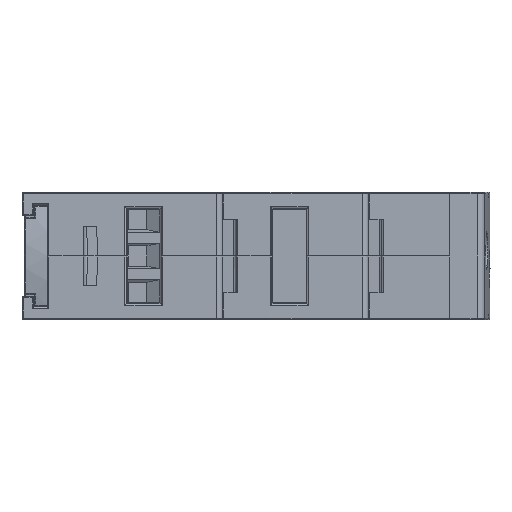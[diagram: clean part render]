
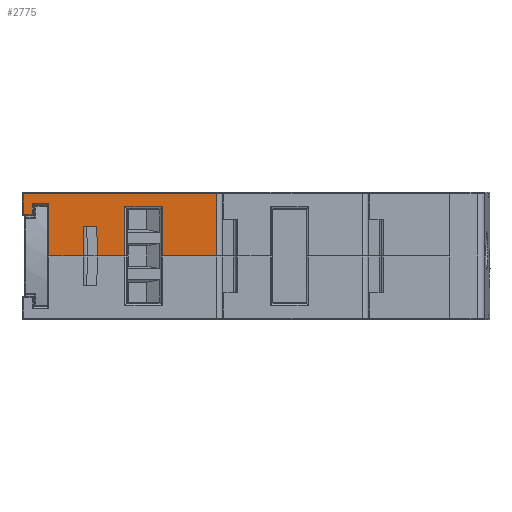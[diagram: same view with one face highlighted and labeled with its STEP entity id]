
A CAD part, front view. The second image highlights one B-rep face of the part: STEP entity #2775.
In plain terms, the highlighted planar face has unit normal (0, -1, 0).
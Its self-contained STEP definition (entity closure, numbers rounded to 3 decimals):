
#569 = EDGE_CURVE ( 'NONE', #18053, #14378, #34108, .T. ) ;
#584 = LINE ( 'NONE', #6824, #41700 ) ;
#792 = CARTESIAN_POINT ( 'NONE',  ( 6.817, -45., 0. ) ) ;
#840 = LINE ( 'NONE', #40118, #35853 ) ;
#1625 = CARTESIAN_POINT ( 'NONE',  ( -2.1, -45., 8.75 ) ) ;
#1829 = CARTESIAN_POINT ( 'NONE',  ( 24., -45., 0. ) ) ;
#1884 = PLANE ( 'NONE',  #12615 ) ;
#2083 = DIRECTION ( 'NONE',  ( -1., 0., 0. ) ) ;
#2324 = CARTESIAN_POINT ( 'NONE',  ( 23.2, -45., 8.75 ) ) ;
#2501 = ORIENTED_EDGE ( 'NONE', *, *, #13428, .T. ) ;
#2553 = VERTEX_POINT ( 'NONE', #18424 ) ;
#2557 = ORIENTED_EDGE ( 'NONE', *, *, #19783, .T. ) ;
#2636 = EDGE_CURVE ( 'NONE', #33437, #23019, #2755, .T. ) ;
#2755 = LINE ( 'NONE', #15836, #31841 ) ;
#2775 = ADVANCED_FACE ( 'NONE', ( #31507 ), #1884, .F. ) ;
#3176 = EDGE_CURVE ( 'NONE', #8889, #2553, #18323, .T. ) ;
#3739 = CARTESIAN_POINT ( 'NONE',  ( 24., -45., 5.7 ) ) ;
#5343 = LINE ( 'NONE', #25291, #9084 ) ;
#5454 = CARTESIAN_POINT ( 'NONE',  ( 23.2, -45., 0. ) ) ;
#6188 = CARTESIAN_POINT ( 'NONE',  ( 0.2, -45., 7.2 ) ) ;
#6400 = CARTESIAN_POINT ( 'NONE',  ( 6.742, -45., 8.599 ) ) ;
#6765 = CARTESIAN_POINT ( 'NONE',  ( 24., -45., 6.733 ) ) ;
#6824 = CARTESIAN_POINT ( 'NONE',  ( 24., -45., 4. ) ) ;
#6839 = CARTESIAN_POINT ( 'NONE',  ( 0.2, -45., 0. ) ) ;
#7210 = DIRECTION ( 'NONE',  ( 0., 0., -1. ) ) ;
#7438 = VERTEX_POINT ( 'NONE', #27919 ) ;
#7545 = DIRECTION ( 'NONE',  ( 0., 0., -1. ) ) ;
#7832 = EDGE_CURVE ( 'NONE', #36701, #40509, #584, .T. ) ;
#8698 = EDGE_CURVE ( 'NONE', #26853, #8782, #840, .T. ) ;
#8753 = DIRECTION ( 'NONE',  ( 0., 1., 0. ) ) ;
#8782 = VERTEX_POINT ( 'NONE', #6188 ) ;
#8889 = VERTEX_POINT ( 'NONE', #792 ) ;
#8927 = ORIENTED_EDGE ( 'NONE', *, *, #3176, .T. ) ;
#9084 = VECTOR ( 'NONE', #25076, 1000. ) ;
#9177 = LINE ( 'NONE', #32140, #12975 ) ;
#9940 = ORIENTED_EDGE ( 'NONE', *, *, #16534, .T. ) ;
#10705 = CARTESIAN_POINT ( 'NONE',  ( 24., -45., 0. ) ) ;
#10734 = EDGE_CURVE ( 'NONE', #40509, #39627, #22841, .T. ) ;
#10840 = CARTESIAN_POINT ( 'NONE',  ( 0.2, -45., 8.75 ) ) ;
#11068 = DIRECTION ( 'NONE',  ( 0., 0., 1. ) ) ;
#11126 = DIRECTION ( 'NONE',  ( 1., 0., 0. ) ) ;
#11840 = CARTESIAN_POINT ( 'NONE',  ( 10.617, -45., 8.75 ) ) ;
#12150 = DIRECTION ( 'NONE',  ( 1., 0., 0. ) ) ;
#12224 = CARTESIAN_POINT ( 'NONE',  ( 15.783, -45., 6.733 ) ) ;
#12394 = ORIENTED_EDGE ( 'NONE', *, *, #10734, .F. ) ;
#12615 = AXIS2_PLACEMENT_3D ( 'NONE', #24622, #8753, #2083 ) ;
#12617 = ORIENTED_EDGE ( 'NONE', *, *, #26685, .T. ) ;
#12975 = VECTOR ( 'NONE', #29116, 1000. ) ;
#13231 = CARTESIAN_POINT ( 'NONE',  ( 15.783, -45., 0. ) ) ;
#13379 = DIRECTION ( 'NONE',  ( 1., 0., 0. ) ) ;
#13402 = LINE ( 'NONE', #10840, #32621 ) ;
#13428 = EDGE_CURVE ( 'NONE', #8782, #23014, #13402, .T. ) ;
#14378 = VERTEX_POINT ( 'NONE', #38924 ) ;
#14654 = CARTESIAN_POINT ( 'NONE',  ( -2.1, -45., 5.7 ) ) ;
#14897 = DIRECTION ( 'NONE',  ( 1., 0., 0. ) ) ;
#15297 = VERTEX_POINT ( 'NONE', #24673 ) ;
#15704 = EDGE_CURVE ( 'NONE', #30581, #20246, #20025, .T. ) ;
#15826 = ORIENTED_EDGE ( 'NONE', *, *, #15704, .T. ) ;
#15836 = CARTESIAN_POINT ( 'NONE',  ( 15.783, -45., 8.75 ) ) ;
#16398 = LINE ( 'NONE', #6765, #31458 ) ;
#16534 = EDGE_CURVE ( 'NONE', #14378, #15297, #9177, .T. ) ;
#17160 = ORIENTED_EDGE ( 'NONE', *, *, #2636, .T. ) ;
#18053 = VERTEX_POINT ( 'NONE', #5454 ) ;
#18323 = LINE ( 'NONE', #1829, #33940 ) ;
#18401 = ORIENTED_EDGE ( 'NONE', *, *, #569, .T. ) ;
#18424 = CARTESIAN_POINT ( 'NONE',  ( 10.617, -45., 0. ) ) ;
#18691 = ORIENTED_EDGE ( 'NONE', *, *, #8698, .T. ) ;
#18824 = DIRECTION ( 'NONE',  ( 0., 0., 1. ) ) ;
#19021 = LINE ( 'NONE', #6400, #40695 ) ;
#19077 = EDGE_CURVE ( 'NONE', #7438, #33437, #16398, .T. ) ;
#19235 = DIRECTION ( 'NONE',  ( -0.009, 0., 1. ) ) ;
#19631 = CARTESIAN_POINT ( 'NONE',  ( 4.961, -45., 8.916 ) ) ;
#19783 = EDGE_CURVE ( 'NONE', #20246, #26853, #31253, .T. ) ;
#19880 = DIRECTION ( 'NONE',  ( -1., 0., 0. ) ) ;
#20025 = LINE ( 'NONE', #3739, #33435 ) ;
#20223 = EDGE_CURVE ( 'NONE', #2553, #7438, #40621, .T. ) ;
#20246 = VERTEX_POINT ( 'NONE', #14654 ) ;
#21036 = ORIENTED_EDGE ( 'NONE', *, *, #19077, .T. ) ;
#22841 = LINE ( 'NONE', #19631, #25580 ) ;
#23014 = VERTEX_POINT ( 'NONE', #6839 ) ;
#23019 = VERTEX_POINT ( 'NONE', #13231 ) ;
#23173 = ORIENTED_EDGE ( 'NONE', *, *, #20223, .T. ) ;
#24416 = EDGE_LOOP ( 'NONE', ( #37947, #18401, #9940, #12617, #15826, #2557, #18691, #2501, #25298, #12394, #33398, #26207, #8927, #23173, #21036, #17160 ) ) ;
#24622 = CARTESIAN_POINT ( 'NONE',  ( 24., -45., 8.75 ) ) ;
#24673 = CARTESIAN_POINT ( 'NONE',  ( -3.3, -45., 8.55 ) ) ;
#24951 = DIRECTION ( 'NONE',  ( 0., 0., 1. ) ) ;
#25076 = DIRECTION ( 'NONE',  ( 1., 0., 0. ) ) ;
#25291 = CARTESIAN_POINT ( 'NONE',  ( 24., -45., 0. ) ) ;
#25298 = ORIENTED_EDGE ( 'NONE', *, *, #29918, .T. ) ;
#25580 = VECTOR ( 'NONE', #26311, 1000. ) ;
#26207 = ORIENTED_EDGE ( 'NONE', *, *, #33684, .F. ) ;
#26311 = DIRECTION ( 'NONE',  ( -0.009, 0., -1. ) ) ;
#26593 = DIRECTION ( 'NONE',  ( 1., 0., 0. ) ) ;
#26685 = EDGE_CURVE ( 'NONE', #15297, #30581, #33303, .T. ) ;
#26853 = VERTEX_POINT ( 'NONE', #35162 ) ;
#27438 = VECTOR ( 'NONE', #24951, 1000. ) ;
#27919 = CARTESIAN_POINT ( 'NONE',  ( 10.617, -45., 6.733 ) ) ;
#29116 = DIRECTION ( 'NONE',  ( -1., 0., 0. ) ) ;
#29918 = EDGE_CURVE ( 'NONE', #23014, #39627, #5343, .T. ) ;
#30581 = VERTEX_POINT ( 'NONE', #38904 ) ;
#30727 = CARTESIAN_POINT ( 'NONE',  ( -3.3, -45., 8.75 ) ) ;
#31253 = LINE ( 'NONE', #1625, #39004 ) ;
#31458 = VECTOR ( 'NONE', #13379, 1000. ) ;
#31507 = FACE_OUTER_BOUND ( 'NONE', #24416, .T. ) ;
#31841 = VECTOR ( 'NONE', #42016, 1000. ) ;
#32017 = VECTOR ( 'NONE', #18824, 1000. ) ;
#32140 = CARTESIAN_POINT ( 'NONE',  ( 24., -45., 8.55 ) ) ;
#32621 = VECTOR ( 'NONE', #7210, 1000. ) ;
#33273 = VECTOR ( 'NONE', #7545, 1000. ) ;
#33303 = LINE ( 'NONE', #30727, #33273 ) ;
#33398 = ORIENTED_EDGE ( 'NONE', *, *, #7832, .F. ) ;
#33435 = VECTOR ( 'NONE', #12150, 1000. ) ;
#33437 = VERTEX_POINT ( 'NONE', #12224 ) ;
#33684 = EDGE_CURVE ( 'NONE', #8889, #36701, #19021, .T. ) ;
#33847 = VECTOR ( 'NONE', #26593, 1000. ) ;
#33940 = VECTOR ( 'NONE', #14897, 1000. ) ;
#34108 = LINE ( 'NONE', #2324, #32017 ) ;
#34995 = CARTESIAN_POINT ( 'NONE',  ( 4.883, -45., 0. ) ) ;
#35162 = CARTESIAN_POINT ( 'NONE',  ( -2.1, -45., 7.2 ) ) ;
#35853 = VECTOR ( 'NONE', #11126, 1000. ) ;
#36057 = CARTESIAN_POINT ( 'NONE',  ( 6.782, -45., 4. ) ) ;
#36701 = VERTEX_POINT ( 'NONE', #36057 ) ;
#37638 = CARTESIAN_POINT ( 'NONE',  ( 4.918, -45., 4. ) ) ;
#37947 = ORIENTED_EDGE ( 'NONE', *, *, #38342, .T. ) ;
#38342 = EDGE_CURVE ( 'NONE', #23019, #18053, #40097, .T. ) ;
#38904 = CARTESIAN_POINT ( 'NONE',  ( -3.3, -45., 5.7 ) ) ;
#38924 = CARTESIAN_POINT ( 'NONE',  ( 23.2, -45., 8.55 ) ) ;
#39004 = VECTOR ( 'NONE', #11068, 1000. ) ;
#39627 = VERTEX_POINT ( 'NONE', #34995 ) ;
#40097 = LINE ( 'NONE', #10705, #33847 ) ;
#40118 = CARTESIAN_POINT ( 'NONE',  ( 24., -45., 7.2 ) ) ;
#40509 = VERTEX_POINT ( 'NONE', #37638 ) ;
#40621 = LINE ( 'NONE', #11840, #27438 ) ;
#40695 = VECTOR ( 'NONE', #19235, 1000. ) ;
#41700 = VECTOR ( 'NONE', #19880, 1000. ) ;
#42016 = DIRECTION ( 'NONE',  ( 0., 0., -1. ) ) ;
